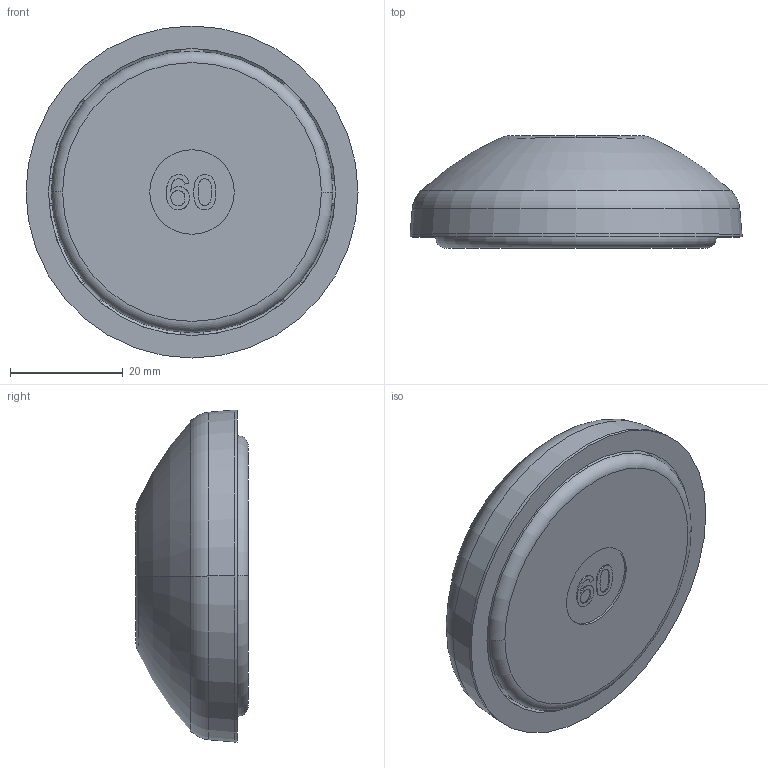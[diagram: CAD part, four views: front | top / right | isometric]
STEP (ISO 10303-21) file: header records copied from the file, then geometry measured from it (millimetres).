
FILE_DESCRIPTION (( 'STEP AP203' ), '1' );
FILE_NAME ('203600109_c_1.STEP', '2022-07-08T18:23:35', ( '' ), ( '' ), 'SwSTEP 2.0', 'SolidWorks 2014', '' );
FILE_SCHEMA (( 'CONFIG_CONTROL_DESIGN' ));
Length unit declared in the file: millimetre
Products named in the file (1): 203600109_c_1
Bounding box: 59 x 20 x 59 mm (x, y, z)
Volume: 32231.5 mm3; surface area: 15429.3 mm2
Topology: 2 solids, 2 shells, 200 faces, 512 edges, 325 vertices
Faces by surface type: bspline 77, plane 42, torus 37, cone 22, cylinder 20, sphere 2
Entity records: 9577 total; most frequent: CARTESIAN_POINT 5257, ORIENTED_EDGE 1018, DIRECTION 710, EDGE_CURVE 509, VERTEX_POINT 323, AXIS2_PLACEMENT_3D 310, B_SPLINE_CURVE_WITH_KNOTS 233, EDGE_LOOP 210
